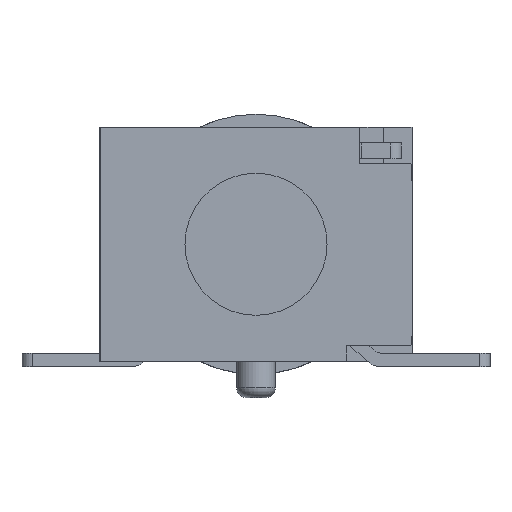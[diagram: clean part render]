
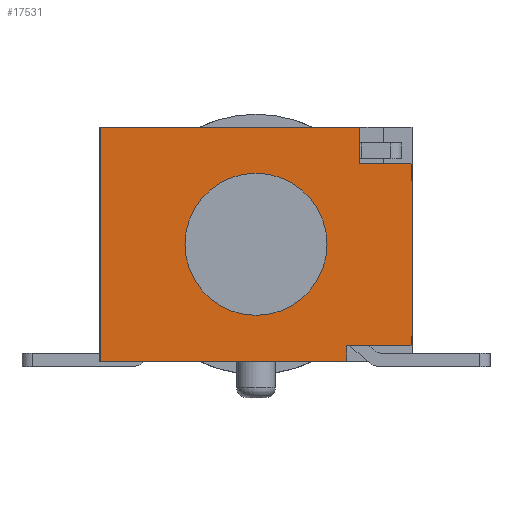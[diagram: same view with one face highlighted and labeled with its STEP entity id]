
A CAD part, front view. The second image highlights one B-rep face of the part: STEP entity #17531.
In plain terms, the highlighted planar face has unit normal (0, -1, 0).
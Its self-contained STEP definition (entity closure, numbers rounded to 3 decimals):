
#251 = CARTESIAN_POINT ( 'NONE',  ( 0., -5.65, 2.25 ) ) ;
#614 = CIRCLE ( 'NONE', #20445, 1.366 ) ;
#830 = EDGE_CURVE ( 'NONE', #17185, #7213, #3480, .T. ) ;
#1045 = DIRECTION ( 'NONE',  ( -1., 0., 0. ) ) ;
#1173 = EDGE_CURVE ( 'NONE', #3662, #15303, #12747, .T. ) ;
#1205 = CARTESIAN_POINT ( 'NONE',  ( -3., -5.65, 4.5 ) ) ;
#1553 = VERTEX_POINT ( 'NONE', #15453 ) ;
#1607 = ORIENTED_EDGE ( 'NONE', *, *, #7630, .T. ) ;
#1653 = EDGE_CURVE ( 'NONE', #7466, #10916, #17454, .T. ) ;
#2189 = LINE ( 'NONE', #8353, #11568 ) ;
#2352 = CARTESIAN_POINT ( 'NONE',  ( 3., -5.65, 3.8 ) ) ;
#2457 = DIRECTION ( 'NONE',  ( 0., 0., -1. ) ) ;
#2666 = CARTESIAN_POINT ( 'NONE',  ( 1.745, -5.65, 0.3 ) ) ;
#2675 = CARTESIAN_POINT ( 'NONE',  ( 3., -5.65, 0.3 ) ) ;
#3314 = AXIS2_PLACEMENT_3D ( 'NONE', #251, #20755, #2457 ) ;
#3480 = LINE ( 'NONE', #8559, #14338 ) ;
#3662 = VERTEX_POINT ( 'NONE', #14180 ) ;
#3814 = EDGE_LOOP ( 'NONE', ( #12281, #15037 ) ) ;
#4036 = CIRCLE ( 'NONE', #3314, 1.366 ) ;
#4071 = EDGE_CURVE ( 'NONE', #10916, #13900, #8317, .T. ) ;
#4301 = CARTESIAN_POINT ( 'NONE',  ( 1.985, -5.65, 3.8 ) ) ;
#4309 = AXIS2_PLACEMENT_3D ( 'NONE', #1205, #7931, #14945 ) ;
#4858 = DIRECTION ( 'NONE',  ( 0., 0., -1. ) ) ;
#5261 = VECTOR ( 'NONE', #11181, 1000. ) ;
#5685 = DIRECTION ( 'NONE',  ( 1., 0., 0. ) ) ;
#6293 = LINE ( 'NONE', #21713, #10683 ) ;
#6335 = VECTOR ( 'NONE', #5685, 1000. ) ;
#6829 = CARTESIAN_POINT ( 'NONE',  ( 3., -5.65, 0.3 ) ) ;
#7213 = VERTEX_POINT ( 'NONE', #15553 ) ;
#7466 = VERTEX_POINT ( 'NONE', #9637 ) ;
#7630 = EDGE_CURVE ( 'NONE', #1553, #7213, #2189, .T. ) ;
#7801 = ORIENTED_EDGE ( 'NONE', *, *, #15142, .T. ) ;
#7843 = EDGE_CURVE ( 'NONE', #14356, #10186, #614, .T. ) ;
#7931 = DIRECTION ( 'NONE',  ( 0., 1., 0. ) ) ;
#8317 = LINE ( 'NONE', #20116, #20504 ) ;
#8353 = CARTESIAN_POINT ( 'NONE',  ( -3., -5.65, 0. ) ) ;
#8457 = EDGE_CURVE ( 'NONE', #7466, #15303, #14190, .T. ) ;
#8559 = CARTESIAN_POINT ( 'NONE',  ( 1.745, -5.65, 0.3 ) ) ;
#8987 = EDGE_LOOP ( 'NONE', ( #1607, #20583, #12887, #11605, #19235, #18408, #13960, #7801 ) ) ;
#9190 = PLANE ( 'NONE',  #4309 ) ;
#9637 = CARTESIAN_POINT ( 'NONE',  ( 1.985, -5.65, 3.8 ) ) ;
#9692 = CARTESIAN_POINT ( 'NONE',  ( 0., -5.65, 3.616 ) ) ;
#10186 = VERTEX_POINT ( 'NONE', #20424 ) ;
#10242 = DIRECTION ( 'NONE',  ( 0., 0., -1. ) ) ;
#10650 = CARTESIAN_POINT ( 'NONE',  ( -3., -5.65, 4.5 ) ) ;
#10683 = VECTOR ( 'NONE', #4858, 1000. ) ;
#10916 = VERTEX_POINT ( 'NONE', #2352 ) ;
#11181 = DIRECTION ( 'NONE',  ( 0., 0., 1. ) ) ;
#11568 = VECTOR ( 'NONE', #15042, 1000. ) ;
#11605 = ORIENTED_EDGE ( 'NONE', *, *, #4071, .F. ) ;
#12281 = ORIENTED_EDGE ( 'NONE', *, *, #12830, .F. ) ;
#12747 = LINE ( 'NONE', #10650, #19055 ) ;
#12830 = EDGE_CURVE ( 'NONE', #10186, #14356, #4036, .T. ) ;
#12882 = CARTESIAN_POINT ( 'NONE',  ( 3., -5.65, 3.8 ) ) ;
#12887 = ORIENTED_EDGE ( 'NONE', *, *, #14459, .F. ) ;
#13900 = VERTEX_POINT ( 'NONE', #6829 ) ;
#13945 = CARTESIAN_POINT ( 'NONE',  ( 1.985, -5.65, 4.5 ) ) ;
#13960 = ORIENTED_EDGE ( 'NONE', *, *, #1173, .F. ) ;
#14180 = CARTESIAN_POINT ( 'NONE',  ( -3., -5.65, 4.5 ) ) ;
#14190 = LINE ( 'NONE', #4301, #5261 ) ;
#14197 = DIRECTION ( 'NONE',  ( 1., 0., 0. ) ) ;
#14330 = LINE ( 'NONE', #2675, #21600 ) ;
#14338 = VECTOR ( 'NONE', #10242, 1000. ) ;
#14356 = VERTEX_POINT ( 'NONE', #9692 ) ;
#14459 = EDGE_CURVE ( 'NONE', #13900, #17185, #14330, .T. ) ;
#14908 = DIRECTION ( 'NONE',  ( 0., 0., -1. ) ) ;
#14945 = DIRECTION ( 'NONE',  ( 0., 0., 1. ) ) ;
#15037 = ORIENTED_EDGE ( 'NONE', *, *, #7843, .F. ) ;
#15042 = DIRECTION ( 'NONE',  ( 1., 0., 0. ) ) ;
#15142 = EDGE_CURVE ( 'NONE', #3662, #1553, #6293, .T. ) ;
#15303 = VERTEX_POINT ( 'NONE', #13945 ) ;
#15453 = CARTESIAN_POINT ( 'NONE',  ( -3., -5.65, 0. ) ) ;
#15553 = CARTESIAN_POINT ( 'NONE',  ( 1.745, -5.65, 0. ) ) ;
#16469 = CARTESIAN_POINT ( 'NONE',  ( 0., -5.65, 2.25 ) ) ;
#17185 = VERTEX_POINT ( 'NONE', #2666 ) ;
#17454 = LINE ( 'NONE', #12882, #6335 ) ;
#17531 = ADVANCED_FACE ( 'NONE', ( #21262, #21147 ), #9190, .F. ) ;
#18408 = ORIENTED_EDGE ( 'NONE', *, *, #8457, .T. ) ;
#19055 = VECTOR ( 'NONE', #14197, 1000. ) ;
#19235 = ORIENTED_EDGE ( 'NONE', *, *, #1653, .F. ) ;
#19669 = DIRECTION ( 'NONE',  ( 0., -1., 0. ) ) ;
#20116 = CARTESIAN_POINT ( 'NONE',  ( 3., -5.65, 4.5 ) ) ;
#20424 = CARTESIAN_POINT ( 'NONE',  ( 0., -5.65, 0.884 ) ) ;
#20445 = AXIS2_PLACEMENT_3D ( 'NONE', #16469, #19669, #21326 ) ;
#20504 = VECTOR ( 'NONE', #14908, 1000. ) ;
#20583 = ORIENTED_EDGE ( 'NONE', *, *, #830, .F. ) ;
#20755 = DIRECTION ( 'NONE',  ( 0., -1., 0. ) ) ;
#21147 = FACE_OUTER_BOUND ( 'NONE', #8987, .T. ) ;
#21262 = FACE_BOUND ( 'NONE', #3814, .T. ) ;
#21326 = DIRECTION ( 'NONE',  ( 0., 0., -1. ) ) ;
#21600 = VECTOR ( 'NONE', #1045, 1000. ) ;
#21713 = CARTESIAN_POINT ( 'NONE',  ( -3., -5.65, 4.5 ) ) ;
